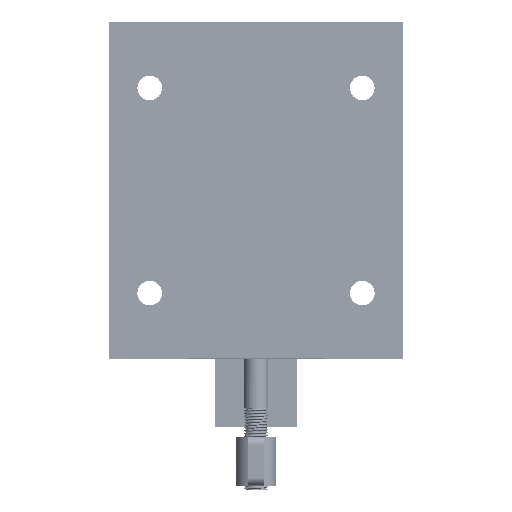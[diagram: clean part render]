
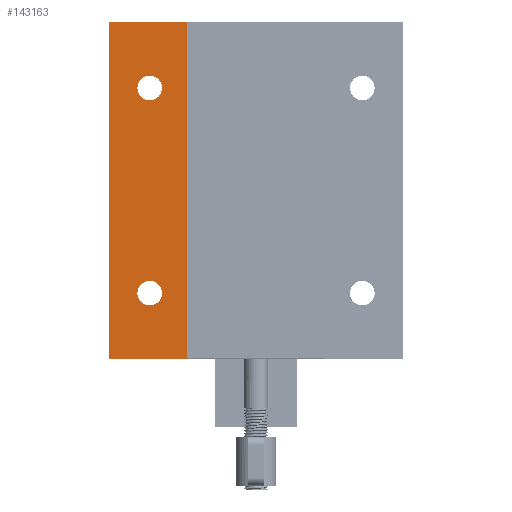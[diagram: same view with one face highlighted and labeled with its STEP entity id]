
A CAD part, top view. The second image highlights one B-rep face of the part: STEP entity #143163.
In plain terms, the highlighted free-form (B-spline) face has degree [1, 1] with [2, 2] control points.
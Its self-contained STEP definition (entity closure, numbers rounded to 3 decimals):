
#142683 = EDGE_CURVE('',#142684,#142686,#142688,.T.);
#142684 = VERTEX_POINT('',#142685);
#142685 = CARTESIAN_POINT('',(-11.839,28.825,
    -3.276));
#142686 = VERTEX_POINT('',#142687);
#142687 = CARTESIAN_POINT('',(-11.839,-28.825,
    -3.276));
#142688 = B_SPLINE_CURVE_WITH_KNOTS('',1,(#142689,#142690),
  .UNSPECIFIED.,.F.,.F.,(2,2),(-30.75,10.25),.PIECEWISE_BEZIER_KNOTS.);
#142689 = CARTESIAN_POINT('',(-11.839,28.825,
    -3.276));
#142690 = CARTESIAN_POINT('',(-11.839,-28.825,
    -3.276));
#142847 = EDGE_CURVE('',#142686,#142848,#142850,.T.);
#142848 = VERTEX_POINT('',#142849);
#142849 = CARTESIAN_POINT('',(-25.239,-28.825,
    -3.276));
#142850 = B_SPLINE_CURVE_WITH_KNOTS('',1,(#142851,#142852),
  .UNSPECIFIED.,.F.,.F.,(2,2),(3.17,12.7),.PIECEWISE_BEZIER_KNOTS.);
#142851 = CARTESIAN_POINT('',(-11.839,-28.825,
    -3.276));
#142852 = CARTESIAN_POINT('',(-25.239,-28.825,
    -3.276));
#142899 = VERTEX_POINT('',#142900);
#142900 = CARTESIAN_POINT('',(-25.239,28.825,
    -3.276));
#142905 = EDGE_CURVE('',#142684,#142899,#142906,.T.);
#142906 = B_SPLINE_CURVE_WITH_KNOTS('',1,(#142907,#142908),
  .UNSPECIFIED.,.F.,.F.,(2,2),(3.17,12.7),.PIECEWISE_BEZIER_KNOTS.);
#142907 = CARTESIAN_POINT('',(-11.839,28.825,
    -3.276));
#142908 = CARTESIAN_POINT('',(-25.239,28.825,
    -3.276));
#143154 = EDGE_CURVE('',#142848,#142899,#143155,.T.);
#143155 = B_SPLINE_CURVE_WITH_KNOTS('',1,(#143156,#143157),
  .UNSPECIFIED.,.F.,.F.,(2,2),(-10.25,30.75),.PIECEWISE_BEZIER_KNOTS.);
#143156 = CARTESIAN_POINT('',(-25.239,-28.825,
    -3.276));
#143157 = CARTESIAN_POINT('',(-25.239,28.825,
    -3.276));
#143163 = ADVANCED_FACE('',(#143164,#143170,#143184),#143198,.T.);
#143164 = FACE_BOUND('',#143165,.T.);
#143165 = EDGE_LOOP('',(#143166,#143167,#143168,#143169));
#143166 = ORIENTED_EDGE('',*,*,#142683,.F.);
#143167 = ORIENTED_EDGE('',*,*,#142905,.T.);
#143168 = ORIENTED_EDGE('',*,*,#143154,.F.);
#143169 = ORIENTED_EDGE('',*,*,#142847,.F.);
#143170 = FACE_BOUND('',#143171,.T.);
#143171 = EDGE_LOOP('',(#143172));
#143172 = ORIENTED_EDGE('',*,*,#143173,.T.);
#143173 = EDGE_CURVE('',#143174,#143174,#143176,.T.);
#143174 = VERTEX_POINT('',#143175);
#143175 = CARTESIAN_POINT('',(-20.318,-17.576,
    -3.276));
#143176 = ( BOUNDED_CURVE() B_SPLINE_CURVE(2,(#143177,#143178,#143179,
    #143180,#143181,#143182,#143183),.UNSPECIFIED.,.T.,.F.) 
B_SPLINE_CURVE_WITH_KNOTS((3,2,2,3),(3.142,5.236,
7.33,9.425),.PIECEWISE_BEZIER_KNOTS.) CURVE() 
GEOMETRIC_REPRESENTATION_ITEM() RATIONAL_B_SPLINE_CURVE((1.,0.5,1.,0.5,
1.,0.5,1.)) REPRESENTATION_ITEM('') );
#143177 = CARTESIAN_POINT('',(-20.318,-17.576,
    -3.276));
#143178 = CARTESIAN_POINT('',(-20.318,-13.923,
    -3.276));
#143179 = CARTESIAN_POINT('',(-17.154,-15.75,
    -3.276));
#143180 = CARTESIAN_POINT('',(-13.991,-17.576,
    -3.276));
#143181 = CARTESIAN_POINT('',(-17.154,-19.403,
    -3.276));
#143182 = CARTESIAN_POINT('',(-20.318,-21.229,
    -3.276));
#143183 = CARTESIAN_POINT('',(-20.318,-17.576,
    -3.276));
#143184 = FACE_BOUND('',#143185,.T.);
#143185 = EDGE_LOOP('',(#143186));
#143186 = ORIENTED_EDGE('',*,*,#143187,.T.);
#143187 = EDGE_CURVE('',#143188,#143188,#143190,.T.);
#143188 = VERTEX_POINT('',#143189);
#143189 = CARTESIAN_POINT('',(-20.318,17.576,
    -3.276));
#143190 = ( BOUNDED_CURVE() B_SPLINE_CURVE(2,(#143191,#143192,#143193,
    #143194,#143195,#143196,#143197),.UNSPECIFIED.,.T.,.F.) 
B_SPLINE_CURVE_WITH_KNOTS((3,2,2,3),(3.142,5.236,
7.33,9.425),.PIECEWISE_BEZIER_KNOTS.) CURVE() 
GEOMETRIC_REPRESENTATION_ITEM() RATIONAL_B_SPLINE_CURVE((1.,0.5,1.,0.5,
1.,0.5,1.)) REPRESENTATION_ITEM('') );
#143191 = CARTESIAN_POINT('',(-20.318,17.576,
    -3.276));
#143192 = CARTESIAN_POINT('',(-20.318,21.229,
    -3.276));
#143193 = CARTESIAN_POINT('',(-17.154,19.403,
    -3.276));
#143194 = CARTESIAN_POINT('',(-13.991,17.576,
    -3.276));
#143195 = CARTESIAN_POINT('',(-17.154,15.75,
    -3.276));
#143196 = CARTESIAN_POINT('',(-20.318,13.923,
    -3.276));
#143197 = CARTESIAN_POINT('',(-20.318,17.576,
    -3.276));
#143198 = B_SPLINE_SURFACE_WITH_KNOTS('',1,1,(
    (#143199,#143200)
    ,(#143201,#143202
    )),.UNSPECIFIED.,.F.,.F.,.F.,(2,2),(2,2),(0.,41.),(3.17,12.7),
  .PIECEWISE_BEZIER_KNOTS.);
#143199 = CARTESIAN_POINT('',(-11.839,-28.825,
    -3.276));
#143200 = CARTESIAN_POINT('',(-25.239,-28.825,
    -3.276));
#143201 = CARTESIAN_POINT('',(-11.839,28.825,
    -3.276));
#143202 = CARTESIAN_POINT('',(-25.239,28.825,
    -3.276));
